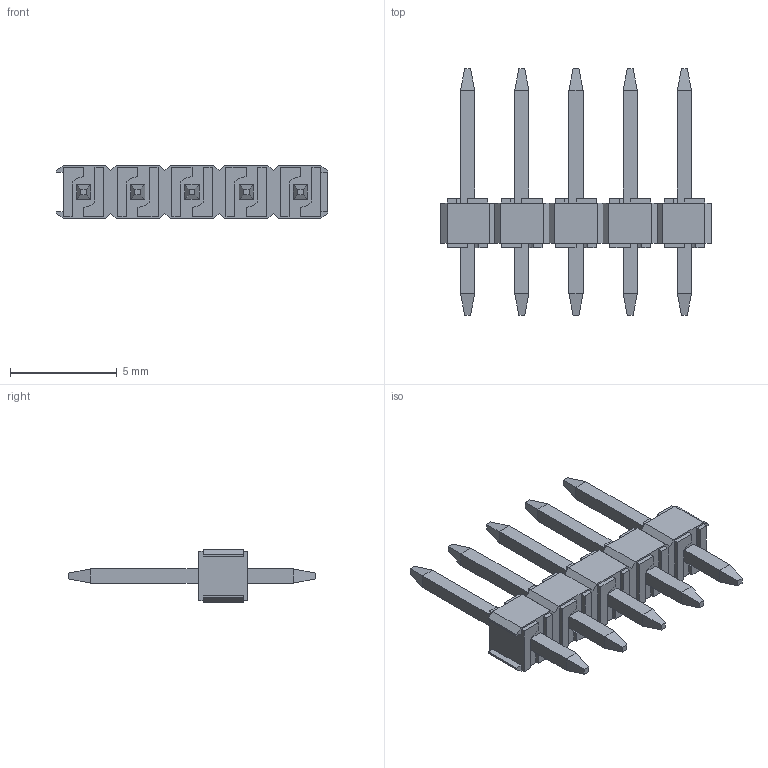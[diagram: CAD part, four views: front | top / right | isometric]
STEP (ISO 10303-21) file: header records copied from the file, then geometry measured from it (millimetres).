
FILE_DESCRIPTION( ( 'STEP AP214' ), '1' );
FILE_NAME( 'psolqas13332518523.stp', '2019-07-16T11:33:25', ( '' ), ( '' ), ' ', 'PARTsolutions', ' ' );
FILE_SCHEMA( ( 'AUTOMOTIVE_DESIGN { 1 0 10303 214 1 1 1 1 }' ) );
Length unit declared in the file: metre
Products named in the file (1): 1
Bounding box: 12.7 x 11.56 x 2.49 mm (x, y, z)
Volume: 80.8 mm3; surface area: 263.6 mm2
Topology: 1 solids, 1 shells, 272 faces, 688 edges, 444 vertices
Faces by surface type: plane 252, cylinder 20
Entity records: 7995 total; most frequent: CARTESIAN_POINT 1405, ORIENTED_EDGE 1376, DIRECTION 1274, EDGE_CURVE 688, LINE 648, VECTOR 648, VERTEX_POINT 444, AXIS2_PLACEMENT_3D 313
